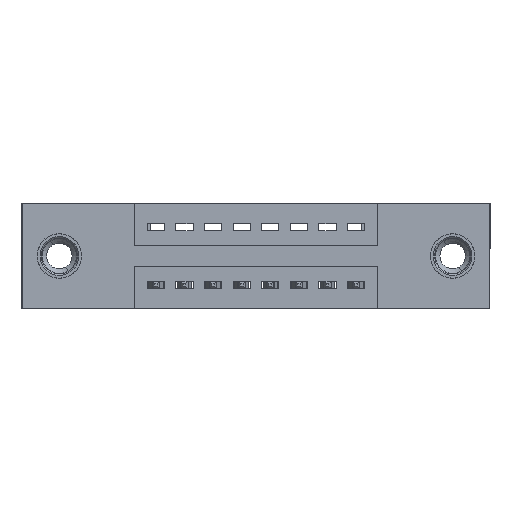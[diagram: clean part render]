
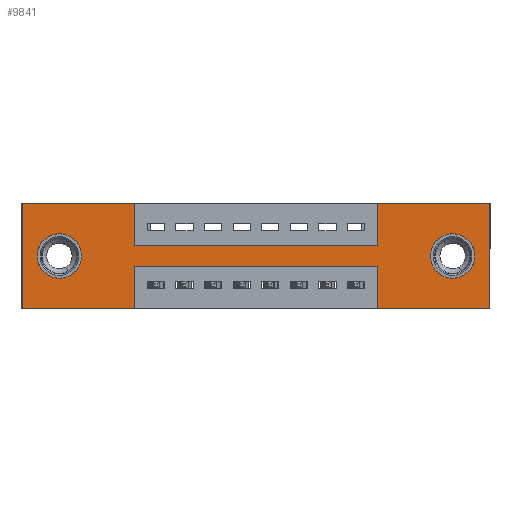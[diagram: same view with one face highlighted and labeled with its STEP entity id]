
A CAD part, front view. The second image highlights one B-rep face of the part: STEP entity #9841.
In plain terms, the highlighted planar face has unit normal (0, -1, 0).
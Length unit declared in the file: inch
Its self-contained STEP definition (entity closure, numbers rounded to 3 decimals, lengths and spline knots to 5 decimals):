
#135 = EDGE_LOOP ( 'NONE', ( #11272, #4283, #5067, #1660, #1076, #3319, #3245, #4963, #5559, #12672, #2030, #5158 ) ) ;
#388 = DIRECTION ( 'NONE',  ( 0., 0., -1. ) ) ;
#402 = VERTEX_POINT ( 'NONE', #11194 ) ;
#571 = CARTESIAN_POINT ( 'NONE',  ( 0., 0., -0.37 ) ) ;
#656 = CARTESIAN_POINT ( 'NONE',  ( 1.635, 0., -0.37 ) ) ;
#712 = VECTOR ( 'NONE', #1575, 39.37008 ) ;
#829 = VECTOR ( 'NONE', #12490, 39.37008 ) ;
#976 = LINE ( 'NONE', #10282, #2986 ) ;
#978 = PLANE ( 'NONE',  #5324 ) ;
#995 = EDGE_CURVE ( 'NONE', #2132, #11072, #4948, .T. ) ;
#1076 = ORIENTED_EDGE ( 'NONE', *, *, #4319, .F. ) ;
#1075 = CARTESIAN_POINT ( 'NONE',  ( 0., 0., 0. ) ) ;
#1242 = EDGE_CURVE ( 'NONE', #5171, #7753, #2721, .T. ) ;
#1299 = VERTEX_POINT ( 'NONE', #12465 ) ;
#1341 = VERTEX_POINT ( 'NONE', #10410 ) ;
#1556 = DIRECTION ( 'NONE',  ( 0., 1., 0. ) ) ;
#1575 = DIRECTION ( 'NONE',  ( -1., 0., 0. ) ) ;
#1640 = EDGE_CURVE ( 'NONE', #8921, #5171, #8895, .T. ) ;
#1660 = ORIENTED_EDGE ( 'NONE', *, *, #7123, .F. ) ;
#1680 = CARTESIAN_POINT ( 'NONE',  ( 0.3925, 0., -0.22 ) ) ;
#1848 = DIRECTION ( 'NONE',  ( 0., 1., 0. ) ) ;
#1983 = DIRECTION ( 'NONE',  ( 0., -1., 0. ) ) ;
#2030 = ORIENTED_EDGE ( 'NONE', *, *, #9424, .F. ) ;
#2084 = CARTESIAN_POINT ( 'NONE',  ( 1.2425, 0., 0. ) ) ;
#2091 = ORIENTED_EDGE ( 'NONE', *, *, #9712, .T. ) ;
#2132 = VERTEX_POINT ( 'NONE', #2897 ) ;
#2215 = LINE ( 'NONE', #8380, #4528 ) ;
#2352 = EDGE_CURVE ( 'NONE', #11642, #402, #12404, .T. ) ;
#2569 = LINE ( 'NONE', #571, #712 ) ;
#2639 = DIRECTION ( 'NONE',  ( 0., 0., -1. ) ) ;
#2702 = EDGE_CURVE ( 'NONE', #11072, #11642, #976, .T. ) ;
#2721 = LINE ( 'NONE', #7600, #11217 ) ;
#2877 = CARTESIAN_POINT ( 'NONE',  ( 0., 0., -0.37 ) ) ;
#2897 = CARTESIAN_POINT ( 'NONE',  ( 1.2425, 0., -0.22 ) ) ;
#2986 = VECTOR ( 'NONE', #388, 39.37008 ) ;
#2987 = DIRECTION ( 'NONE',  ( 0., 1., 0. ) ) ;
#2995 = CARTESIAN_POINT ( 'NONE',  ( 1.2425, 0., -0.37 ) ) ;
#3105 = VERTEX_POINT ( 'NONE', #5183 ) ;
#3188 = AXIS2_PLACEMENT_3D ( 'NONE', #12671, #5839, #11777 ) ;
#3218 = DIRECTION ( 'NONE',  ( 1., 0., 0. ) ) ;
#3245 = ORIENTED_EDGE ( 'NONE', *, *, #3649, .F. ) ;
#3296 = EDGE_CURVE ( 'NONE', #11461, #9977, #4808, .T. ) ;
#3319 = ORIENTED_EDGE ( 'NONE', *, *, #7461, .F. ) ;
#3473 = DIRECTION ( 'NONE',  ( 1., 0., 0. ) ) ;
#3566 = CARTESIAN_POINT ( 'NONE',  ( 0.3925, 0., -0.37 ) ) ;
#3649 = EDGE_CURVE ( 'NONE', #3105, #1341, #4503, .T. ) ;
#3899 = DIRECTION ( 'NONE',  ( 1., 0., 0. ) ) ;
#3976 = CARTESIAN_POINT ( 'NONE',  ( 0., 0., 0. ) ) ;
#4033 = VECTOR ( 'NONE', #11998, 39.37008 ) ;
#4167 = EDGE_CURVE ( 'NONE', #6762, #1299, #5249, .T. ) ;
#4179 = LINE ( 'NONE', #8633, #11748 ) ;
#4283 = ORIENTED_EDGE ( 'NONE', *, *, #995, .F. ) ;
#4319 = EDGE_CURVE ( 'NONE', #6240, #7669, #4179, .T. ) ;
#4503 = LINE ( 'NONE', #2084, #4033 ) ;
#4528 = VECTOR ( 'NONE', #3473, 39.37008 ) ;
#4808 = CIRCLE ( 'NONE', #9229, 0.078 ) ;
#4914 = AXIS2_PLACEMENT_3D ( 'NONE', #12719, #2987, #6994 ) ;
#4948 = LINE ( 'NONE', #1680, #829 ) ;
#4963 = ORIENTED_EDGE ( 'NONE', *, *, #6266, .F. ) ;
#5067 = ORIENTED_EDGE ( 'NONE', *, *, #5795, .F. ) ;
#5158 = ORIENTED_EDGE ( 'NONE', *, *, #2352, .F. ) ;
#5171 = VERTEX_POINT ( 'NONE', #12148 ) ;
#5183 = CARTESIAN_POINT ( 'NONE',  ( 1.2425, 0., -0.15 ) ) ;
#5249 = CIRCLE ( 'NONE', #4914, 0.078 ) ;
#5253 = FACE_OUTER_BOUND ( 'NONE', #135, .T. ) ;
#5323 = VECTOR ( 'NONE', #3899, 39.37008 ) ;
#5324 = AXIS2_PLACEMENT_3D ( 'NONE', #2877, #1983, #9819 ) ;
#5559 = ORIENTED_EDGE ( 'NONE', *, *, #1242, .F. ) ;
#5721 = VECTOR ( 'NONE', #9928, 39.37008 ) ;
#5795 = EDGE_CURVE ( 'NONE', #9342, #2132, #10963, .T. ) ;
#5839 = DIRECTION ( 'NONE',  ( 0., 1., 0. ) ) ;
#5861 = LINE ( 'NONE', #10068, #8157 ) ;
#6240 = VERTEX_POINT ( 'NONE', #9876 ) ;
#6266 = EDGE_CURVE ( 'NONE', #7753, #3105, #5861, .T. ) ;
#6331 = CARTESIAN_POINT ( 'NONE',  ( 0., 0., 0. ) ) ;
#6762 = VERTEX_POINT ( 'NONE', #11388 ) ;
#6876 = CARTESIAN_POINT ( 'NONE',  ( 0., 0., -0.37 ) ) ;
#6919 = DIRECTION ( 'NONE',  ( -1., 0., 0. ) ) ;
#6994 = DIRECTION ( 'NONE',  ( 0., 0., 1. ) ) ;
#7123 = EDGE_CURVE ( 'NONE', #7669, #9342, #2569, .T. ) ;
#7165 = VECTOR ( 'NONE', #6919, 39.37008 ) ;
#7211 = EDGE_LOOP ( 'NONE', ( #7692, #12252 ) ) ;
#7234 = CARTESIAN_POINT ( 'NONE',  ( 1.505, 0., -0.107 ) ) ;
#7440 = FACE_BOUND ( 'NONE', #7932, .T. ) ;
#7461 = EDGE_CURVE ( 'NONE', #1341, #6240, #2215, .T. ) ;
#7600 = CARTESIAN_POINT ( 'NONE',  ( 0.3925, 0., 0. ) ) ;
#7613 = CIRCLE ( 'NONE', #3188, 0.078 ) ;
#7669 = VERTEX_POINT ( 'NONE', #656 ) ;
#7692 = ORIENTED_EDGE ( 'NONE', *, *, #3296, .T. ) ;
#7752 = FACE_BOUND ( 'NONE', #7211, .T. ) ;
#7753 = VERTEX_POINT ( 'NONE', #7831 ) ;
#7831 = CARTESIAN_POINT ( 'NONE',  ( 0.3925, 0., -0.15 ) ) ;
#7889 = CARTESIAN_POINT ( 'NONE',  ( 0.13, 0., -0.185 ) ) ;
#7932 = EDGE_LOOP ( 'NONE', ( #2091, #10835 ) ) ;
#8157 = VECTOR ( 'NONE', #3218, 39.37008 ) ;
#8380 = CARTESIAN_POINT ( 'NONE',  ( 0., 0., 0. ) ) ;
#8540 = VECTOR ( 'NONE', #8892, 39.37008 ) ;
#8633 = CARTESIAN_POINT ( 'NONE',  ( 1.635, 0., 0. ) ) ;
#8763 = DIRECTION ( 'NONE',  ( 0., 0., 1. ) ) ;
#8892 = DIRECTION ( 'NONE',  ( 0., 0., 1. ) ) ;
#8895 = LINE ( 'NONE', #3976, #5323 ) ;
#8921 = VERTEX_POINT ( 'NONE', #6331 ) ;
#8947 = EDGE_CURVE ( 'NONE', #9977, #11461, #7613, .T. ) ;
#9166 = LINE ( 'NONE', #1075, #8540 ) ;
#9229 = AXIS2_PLACEMENT_3D ( 'NONE', #11400, #1556, #12253 ) ;
#9342 = VERTEX_POINT ( 'NONE', #11988 ) ;
#9424 = EDGE_CURVE ( 'NONE', #402, #8921, #9166, .T. ) ;
#9474 = AXIS2_PLACEMENT_3D ( 'NONE', #7889, #1848, #8763 ) ;
#9712 = EDGE_CURVE ( 'NONE', #1299, #6762, #9896, .T. ) ;
#9819 = DIRECTION ( 'NONE',  ( 0., 0., -1. ) ) ;
#9841 = ADVANCED_FACE ( 'NONE', ( #7752, #7440, #5253 ), #978, .T. ) ;
#9876 = CARTESIAN_POINT ( 'NONE',  ( 1.635, 0., 0. ) ) ;
#9896 = CIRCLE ( 'NONE', #9474, 0.078 ) ;
#9928 = DIRECTION ( 'NONE',  ( 0., 0., 1. ) ) ;
#9977 = VERTEX_POINT ( 'NONE', #11362 ) ;
#10068 = CARTESIAN_POINT ( 'NONE',  ( 0.3925, 0., -0.15 ) ) ;
#10282 = CARTESIAN_POINT ( 'NONE',  ( 0.3925, 0., -0.37 ) ) ;
#10410 = CARTESIAN_POINT ( 'NONE',  ( 1.2425, 0., 0. ) ) ;
#10660 = DIRECTION ( 'NONE',  ( 0., 0., -1. ) ) ;
#10701 = CARTESIAN_POINT ( 'NONE',  ( 0.3925, 0., -0.22 ) ) ;
#10835 = ORIENTED_EDGE ( 'NONE', *, *, #4167, .T. ) ;
#10963 = LINE ( 'NONE', #2995, #5721 ) ;
#11072 = VERTEX_POINT ( 'NONE', #10701 ) ;
#11194 = CARTESIAN_POINT ( 'NONE',  ( 0., 0., -0.37 ) ) ;
#11217 = VECTOR ( 'NONE', #2639, 39.37008 ) ;
#11272 = ORIENTED_EDGE ( 'NONE', *, *, #2702, .F. ) ;
#11362 = CARTESIAN_POINT ( 'NONE',  ( 1.505, 0., -0.263 ) ) ;
#11388 = CARTESIAN_POINT ( 'NONE',  ( 0.13, 0., -0.263 ) ) ;
#11400 = CARTESIAN_POINT ( 'NONE',  ( 1.505, 0., -0.185 ) ) ;
#11461 = VERTEX_POINT ( 'NONE', #7234 ) ;
#11642 = VERTEX_POINT ( 'NONE', #3566 ) ;
#11748 = VECTOR ( 'NONE', #10660, 39.37008 ) ;
#11777 = DIRECTION ( 'NONE',  ( 0., 0., -1. ) ) ;
#11988 = CARTESIAN_POINT ( 'NONE',  ( 1.2425, 0., -0.37 ) ) ;
#11998 = DIRECTION ( 'NONE',  ( 0., 0., 1. ) ) ;
#12148 = CARTESIAN_POINT ( 'NONE',  ( 0.3925, 0., 0. ) ) ;
#12252 = ORIENTED_EDGE ( 'NONE', *, *, #8947, .T. ) ;
#12253 = DIRECTION ( 'NONE',  ( 0., 0., -1. ) ) ;
#12404 = LINE ( 'NONE', #6876, #7165 ) ;
#12465 = CARTESIAN_POINT ( 'NONE',  ( 0.13, 0., -0.107 ) ) ;
#12490 = DIRECTION ( 'NONE',  ( -1., 0., 0. ) ) ;
#12671 = CARTESIAN_POINT ( 'NONE',  ( 1.505, 0., -0.185 ) ) ;
#12672 = ORIENTED_EDGE ( 'NONE', *, *, #1640, .F. ) ;
#12719 = CARTESIAN_POINT ( 'NONE',  ( 0.13, 0., -0.185 ) ) ;
